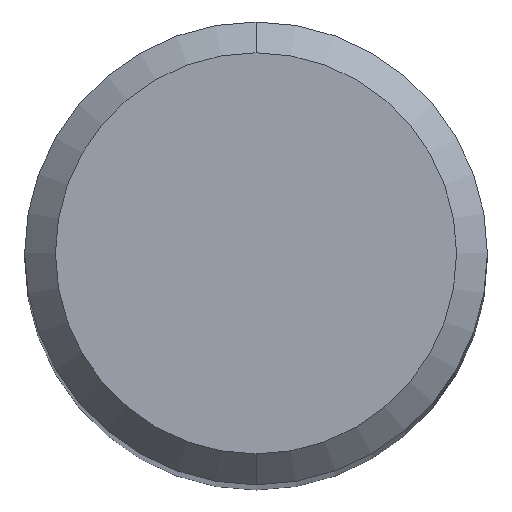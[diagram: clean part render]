
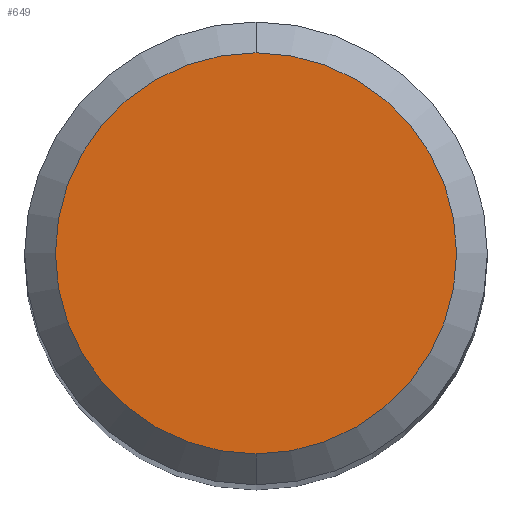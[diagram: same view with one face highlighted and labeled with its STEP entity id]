
A CAD part, top view. The second image highlights one B-rep face of the part: STEP entity #649.
In plain terms, the highlighted planar face has unit normal (0, 0, 1).
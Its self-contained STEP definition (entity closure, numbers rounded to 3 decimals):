
#649=ADVANCED_FACE('',(#1828),#1829,.T.);
#819=EDGE_CURVE('',#1279,#1437,#2016,.T.);
#1279=VERTEX_POINT('',#2513);
#1437=VERTEX_POINT('',#2682);
#1727=EDGE_CURVE('',#1437,#1279,#3000,.T.);
#1828=FACE_OUTER_BOUND('',#3532,.T.);
#1829=PLANE('',#3533);
#2016=CIRCLE('',#5570,2.6);
#2513=CARTESIAN_POINT('',(0.0,2.6,0.0));
#2682=CARTESIAN_POINT('',(0.,-2.6,0.0));
#3000=CIRCLE('',#16409,2.6);
#3532=EDGE_LOOP('',(#16695,#16696));
#3533=AXIS2_PLACEMENT_3D('',#16697,#16698,#16699);
#5570=AXIS2_PLACEMENT_3D('',#16887,#16888,#16889);
#16409=AXIS2_PLACEMENT_3D('',#17755,#17756,#17757);
#16695=ORIENTED_EDGE('',*,*,#819,.F.);
#16696=ORIENTED_EDGE('',*,*,#1727,.F.);
#16697=CARTESIAN_POINT('',(0.0,1.3,0.0));
#16698=DIRECTION('',(-0.0,0.0,1.0));
#16699=DIRECTION('',(0.0,-1.0,0.0));
#16887=CARTESIAN_POINT('',(0.0,0.0,0.0));
#16888=DIRECTION('',(0.0,0.0,-1.0));
#16889=DIRECTION('',(0.0,1.0,0.0));
#17755=CARTESIAN_POINT('',(0.0,0.0,0.0));
#17756=DIRECTION('',(0.0,0.0,-1.0));
#17757=DIRECTION('',(0.0,1.0,0.0));
